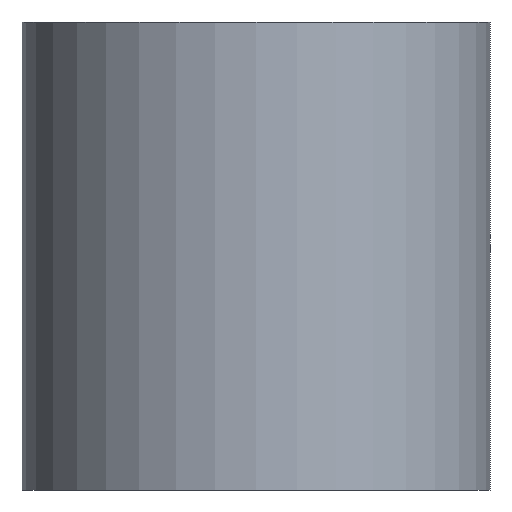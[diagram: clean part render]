
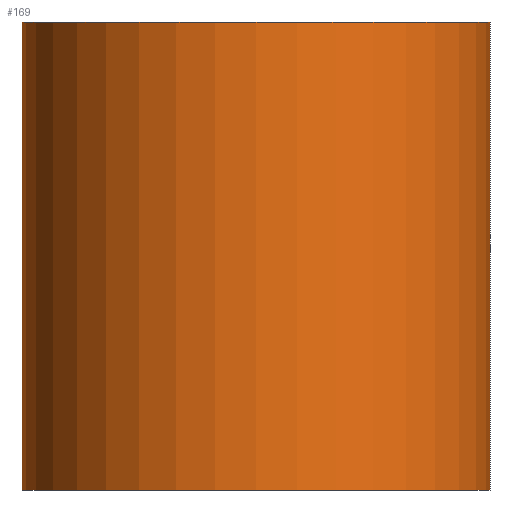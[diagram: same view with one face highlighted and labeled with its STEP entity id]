
A CAD part, front view. The second image highlights one B-rep face of the part: STEP entity #169.
In plain terms, the highlighted cylindrical face has radius 6.35 mm (diameter 12.7 mm), a partial arc.
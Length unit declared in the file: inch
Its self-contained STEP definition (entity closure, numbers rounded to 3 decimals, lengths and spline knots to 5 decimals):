
#3 = DIRECTION ( 'NONE',  ( 0., 0., -1. ) ) ;
#4 = CYLINDRICAL_SURFACE ( 'NONE', #100, 0.25 ) ;
#8 = ORIENTED_EDGE ( 'NONE', *, *, #67, .T. ) ;
#12 = CARTESIAN_POINT ( 'NONE',  ( 0.25, 0., 0. ) ) ;
#16 = DIRECTION ( 'NONE',  ( 0., 0., 1. ) ) ;
#21 = CIRCLE ( 'NONE', #25, 0.25 ) ;
#25 = AXIS2_PLACEMENT_3D ( 'NONE', #173, #16, #155 ) ;
#27 = VERTEX_POINT ( 'NONE', #179 ) ;
#34 = CARTESIAN_POINT ( 'NONE',  ( -0.25, 0., 0.5 ) ) ;
#36 = AXIS2_PLACEMENT_3D ( 'NONE', #222, #183, #184 ) ;
#37 = CARTESIAN_POINT ( 'NONE',  ( 0., 0., 0.5 ) ) ;
#38 = CARTESIAN_POINT ( 'NONE',  ( -0.25, 0., 0. ) ) ;
#55 = FACE_OUTER_BOUND ( 'NONE', #96, .T. ) ;
#56 = DIRECTION ( 'NONE',  ( -1., 0., 0. ) ) ;
#60 = ORIENTED_EDGE ( 'NONE', *, *, #192, .T. ) ;
#61 = VERTEX_POINT ( 'NONE', #12 ) ;
#65 = ORIENTED_EDGE ( 'NONE', *, *, #143, .F. ) ;
#67 = EDGE_CURVE ( 'NONE', #164, #61, #89, .T. ) ;
#89 = CIRCLE ( 'NONE', #36, 0.25 ) ;
#96 = EDGE_LOOP ( 'NONE', ( #181, #65, #60, #8 ) ) ;
#97 = VERTEX_POINT ( 'NONE', #34 ) ;
#100 = AXIS2_PLACEMENT_3D ( 'NONE', #37, #123, #56 ) ;
#111 = LINE ( 'NONE', #211, #122 ) ;
#122 = VECTOR ( 'NONE', #209, 39.37008 ) ;
#123 = DIRECTION ( 'NONE',  ( 0., 0., -1. ) ) ;
#124 = LINE ( 'NONE', #191, #210 ) ;
#143 = EDGE_CURVE ( 'NONE', #97, #27, #21, .T. ) ;
#155 = DIRECTION ( 'NONE',  ( 1., 0., 0. ) ) ;
#164 = VERTEX_POINT ( 'NONE', #38 ) ;
#169 = ADVANCED_FACE ( 'NONE', ( #55 ), #4, .T. ) ;
#173 = CARTESIAN_POINT ( 'NONE',  ( 0., 0., 0.5 ) ) ;
#179 = CARTESIAN_POINT ( 'NONE',  ( 0.25, 0., 0.5 ) ) ;
#181 = ORIENTED_EDGE ( 'NONE', *, *, #218, .F. ) ;
#183 = DIRECTION ( 'NONE',  ( 0., 0., 1. ) ) ;
#184 = DIRECTION ( 'NONE',  ( 1., 0., 0. ) ) ;
#191 = CARTESIAN_POINT ( 'NONE',  ( -0.25, 0., 0.5 ) ) ;
#192 = EDGE_CURVE ( 'NONE', #97, #164, #124, .T. ) ;
#209 = DIRECTION ( 'NONE',  ( 0., 0., -1. ) ) ;
#210 = VECTOR ( 'NONE', #3, 39.37008 ) ;
#211 = CARTESIAN_POINT ( 'NONE',  ( 0.25, 0., 0.5 ) ) ;
#218 = EDGE_CURVE ( 'NONE', #27, #61, #111, .T. ) ;
#222 = CARTESIAN_POINT ( 'NONE',  ( 0., 0., 0. ) ) ;
